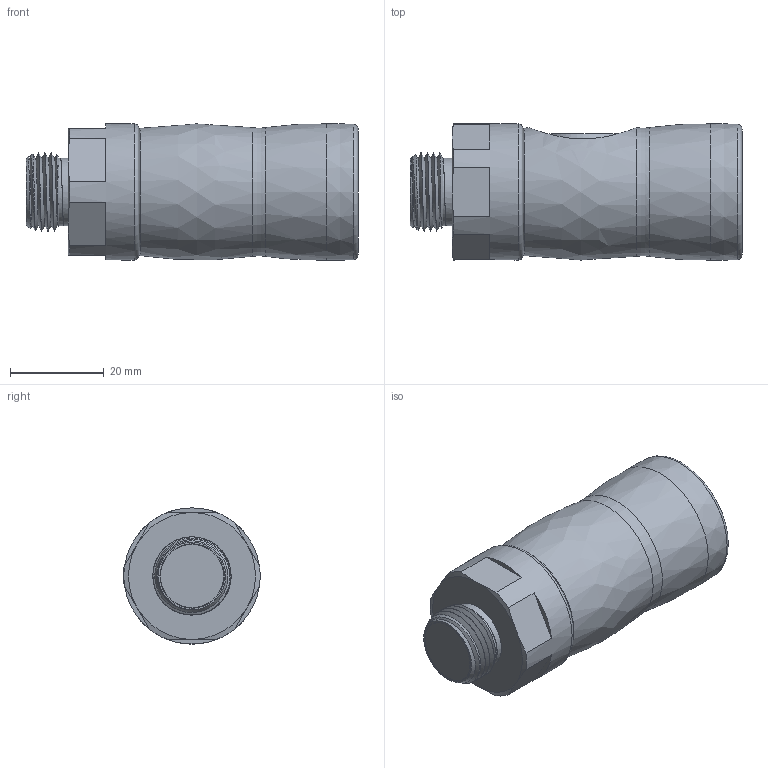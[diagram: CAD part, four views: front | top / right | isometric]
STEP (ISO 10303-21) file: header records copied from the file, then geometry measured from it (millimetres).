
FILE_DESCRIPTION(/* description */ (''),/* implementation_level */ '2;1');
FILE_NAME(/* name */ '30KPAW17APX.stp',/* time_stamp */ '2020-02-20T08:37:21+01:00',/* author */ ('IA176480'),/* organization */ (''),/* preprocessor_version */ 'ST-DEVELOPER v17',/* originating_system */ 'Autodesk Inventor 2019',/* authorisation */ '');
FILE_SCHEMA (('CONFIG_CONTROL_DESIGN'));
Length unit declared in the file: millimetre
Products named in the file (1): 30KPAW17APX
Bounding box: 70.7 x 29.02 x 29.03 mm (x, y, z)
Volume: 45559.5 mm3; surface area: 27274.4 mm2
Topology: 42 solids, 42 shells, 250 faces, 697 edges, 475 vertices
Faces by surface type: cylinder 75, plane 74, cone 39, sphere 32, torus 15, bspline 15
Full cylindrical faces by diameter (mm): 3.5 x1, 4 x11, 8.5 x1, 11.2 x2, 12 x1, 13.723 x1, 14 x1, 14.4 x1, 15.3 x1, 16 x1, 17.5 x1, 18 x1, 18.1 x1, 18.166 x1, 18.2 x2, 20.5 x4, 20.607 x2, 20.7 x1, 21 x1, 22.6 x1, 24 x1, 24.391 x1, 24.5 x1, 25 x10, 26 x3, 29.007 x1
Entity records: 16920 total; most frequent: CARTESIAN_POINT 10825, ORIENTED_EDGE 1270, DIRECTION 1211, EDGE_CURVE 635, AXIS2_PLACEMENT_3D 514, VERTEX_POINT 475, CIRCLE 275, EDGE_LOOP 274
